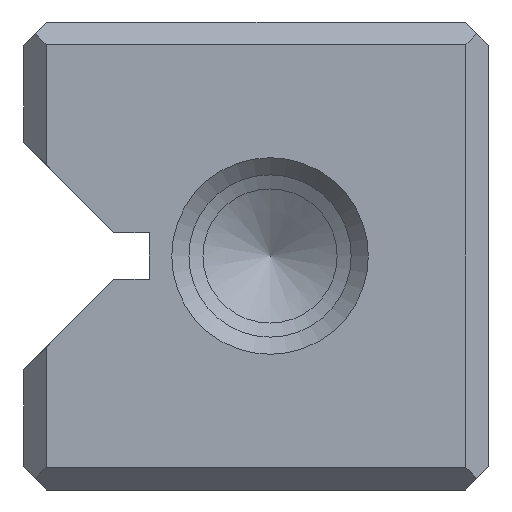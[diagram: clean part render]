
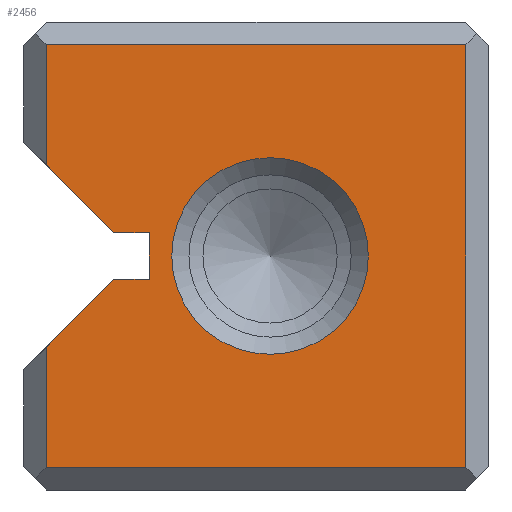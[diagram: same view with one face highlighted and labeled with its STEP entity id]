
A CAD part, left-side view. The second image highlights one B-rep face of the part: STEP entity #2456.
In plain terms, the highlighted planar face has unit normal (-1, 0, 0).
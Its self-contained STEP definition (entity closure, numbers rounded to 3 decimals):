
#2456=ADVANCED_FACE('',(#3170,#3171),#2830,.T.);
#2830=PLANE('',#8674);
#3074=CIRCLE('',#8673,3.15);
#3170=FACE_BOUND('',#3354,.T.);
#3171=FACE_BOUND('',#3355,.T.);
#3354=EDGE_LOOP('',(#4224));
#3355=EDGE_LOOP('',(#4225,#4226,#4227,#4228,#4229,#4230,#4231,#4232,#4233,
#4234));
#4224=ORIENTED_EDGE('',*,*,#6673,.T.);
#4225=ORIENTED_EDGE('',*,*,#6674,.T.);
#4226=ORIENTED_EDGE('',*,*,#6675,.T.);
#4227=ORIENTED_EDGE('',*,*,#6676,.T.);
#4228=ORIENTED_EDGE('',*,*,#6677,.T.);
#4229=ORIENTED_EDGE('',*,*,#6678,.T.);
#4230=ORIENTED_EDGE('',*,*,#6679,.T.);
#4231=ORIENTED_EDGE('',*,*,#6680,.T.);
#4232=ORIENTED_EDGE('',*,*,#6681,.F.);
#4233=ORIENTED_EDGE('',*,*,#6682,.F.);
#4234=ORIENTED_EDGE('',*,*,#6683,.T.);
#6042=VERTEX_POINT('',#11104);
#6043=VERTEX_POINT('',#11106);
#6044=VERTEX_POINT('',#11107);
#6045=VERTEX_POINT('',#11109);
#6046=VERTEX_POINT('',#11111);
#6047=VERTEX_POINT('',#11113);
#6048=VERTEX_POINT('',#11115);
#6049=VERTEX_POINT('',#11117);
#6050=VERTEX_POINT('',#11119);
#6051=VERTEX_POINT('',#11121);
#6052=VERTEX_POINT('',#11123);
#6673=EDGE_CURVE('',#6042,#6042,#3074,.T.);
#6674=EDGE_CURVE('',#6043,#6044,#7496,.T.);
#6675=EDGE_CURVE('',#6044,#6045,#7497,.T.);
#6676=EDGE_CURVE('',#6045,#6046,#7498,.T.);
#6677=EDGE_CURVE('',#6046,#6047,#7499,.T.);
#6678=EDGE_CURVE('',#6047,#6048,#7500,.T.);
#6679=EDGE_CURVE('',#6048,#6049,#7501,.T.);
#6680=EDGE_CURVE('',#6049,#6050,#7502,.T.);
#6681=EDGE_CURVE('',#6051,#6050,#7503,.T.);
#6682=EDGE_CURVE('',#6052,#6051,#7504,.T.);
#6683=EDGE_CURVE('',#6052,#6043,#7505,.T.);
#7496=LINE('',#11105,#8156);
#7497=LINE('',#11108,#8157);
#7498=LINE('',#11110,#8158);
#7499=LINE('',#11112,#8159);
#7500=LINE('',#11114,#8160);
#7501=LINE('',#11116,#8161);
#7502=LINE('',#11118,#8162);
#7503=LINE('',#11120,#8163);
#7504=LINE('',#11122,#8164);
#7505=LINE('',#11124,#8165);
#8156=VECTOR('',#9196,1.);
#8157=VECTOR('',#9197,1.);
#8158=VECTOR('',#9198,1.);
#8159=VECTOR('',#9199,1.);
#8160=VECTOR('',#9200,1.);
#8161=VECTOR('',#9201,1.);
#8162=VECTOR('',#9202,1.);
#8163=VECTOR('',#9203,1.);
#8164=VECTOR('',#9204,1.);
#8165=VECTOR('',#9205,1.);
#8673=AXIS2_PLACEMENT_3D('',#11103,#9194,#9195);
#8674=AXIS2_PLACEMENT_3D('',#11125,#9206,#9207);
#9194=DIRECTION('',(1.,0.,0.));
#9195=DIRECTION('',(0.,0.,-1.));
#9196=DIRECTION('',(0.,-1.,0.));
#9197=DIRECTION('',(0.,0.,1.));
#9198=DIRECTION('',(0.,1.,0.));
#9199=DIRECTION('',(0.,0.,-1.));
#9200=DIRECTION('',(0.,-0.707,-0.707));
#9201=DIRECTION('',(0.,-1.,0.));
#9202=DIRECTION('',(0.,0.,-1.));
#9203=DIRECTION('',(0.,-1.,0.));
#9204=DIRECTION('',(0.,-0.707,0.707));
#9205=DIRECTION('',(0.,0.,-1.));
#9206=DIRECTION('',(-1.,0.,0.));
#9207=DIRECTION('',(0.,0.,-1.));
#11103=CARTESIAN_POINT('',(0.,7.,7.5));
#11104=CARTESIAN_POINT('',(0.,7.,4.35));
#11105=CARTESIAN_POINT('',(0.,7.45,0.725));
#11106=CARTESIAN_POINT('',(0.,14.175,0.725));
#11107=CARTESIAN_POINT('',(0.,0.725,0.725));
#11108=CARTESIAN_POINT('',(0.,0.725,0.));
#11109=CARTESIAN_POINT('',(0.,0.725,14.275));
#11110=CARTESIAN_POINT('',(0.,7.45,14.275));
#11111=CARTESIAN_POINT('',(0.,14.175,14.275));
#11112=CARTESIAN_POINT('',(0.,14.175,0.));
#11113=CARTESIAN_POINT('',(0.,14.175,10.418));
#11114=CARTESIAN_POINT('',(0.,14.9,11.143));
#11115=CARTESIAN_POINT('',(0.,12.007,8.25));
#11116=CARTESIAN_POINT('',(0.,10.875,8.25));
#11117=CARTESIAN_POINT('',(0.,10.875,8.25));
#11118=CARTESIAN_POINT('',(0.,10.875,8.25));
#11119=CARTESIAN_POINT('',(0.,10.875,6.75));
#11120=CARTESIAN_POINT('',(0.,10.875,6.75));
#11121=CARTESIAN_POINT('',(0.,12.007,6.75));
#11122=CARTESIAN_POINT('',(0.,14.9,3.857));
#11123=CARTESIAN_POINT('',(0.,14.175,4.582));
#11124=CARTESIAN_POINT('',(0.,14.175,0.));
#11125=CARTESIAN_POINT('',(0.,7.45,0.));
